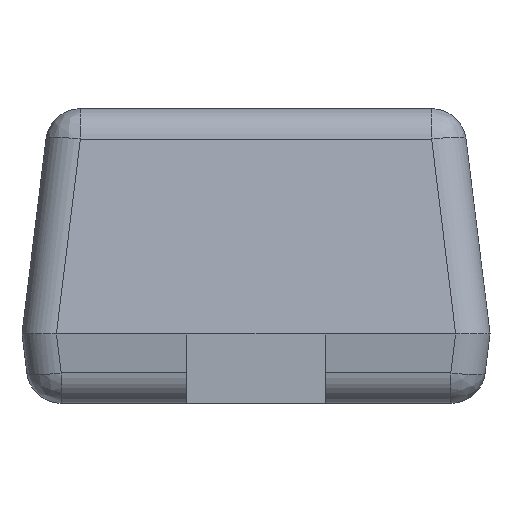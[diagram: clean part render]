
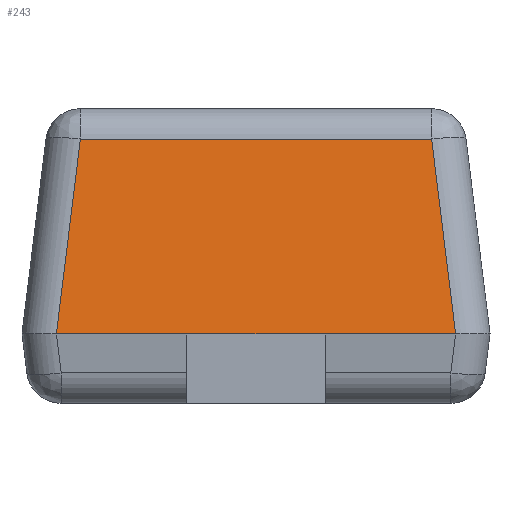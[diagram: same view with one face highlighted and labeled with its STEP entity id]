
A CAD part, left-side view. The second image highlights one B-rep face of the part: STEP entity #243.
In plain terms, the highlighted planar face has unit normal (-0.993, 0, 0.122).
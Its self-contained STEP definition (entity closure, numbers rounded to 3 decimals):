
#243=ADVANCED_FACE('',(#759),#761,.T.);
#759=FACE_BOUND('',#760,.T.);
#760=EDGE_LOOP('',(#1247,#1248,#1249,#1250,#1251,#1252));
#761=PLANE('',#762);
#762=AXIS2_PLACEMENT_3D('',#763,#764,#765);
#763=CARTESIAN_POINT('',(0.15,0.675,0.2));
#764=DIRECTION('',(-0.993,0.,0.122));
#765=DIRECTION('',(0.,-1.,0.));
#1247=ORIENTED_EDGE('',*,*,#1481,.F.);
#1248=ORIENTED_EDGE('',*,*,#1482,.F.);
#1249=ORIENTED_EDGE('',*,*,#1483,.T.);
#1250=ORIENTED_EDGE('',*,*,#1484,.T.);
#1251=ORIENTED_EDGE('',*,*,#1485,.T.);
#1252=ORIENTED_EDGE('',*,*,#1486,.T.);
#1481=EDGE_CURVE('',#1653,#1654,#1655,.T.);
#1482=EDGE_CURVE('',#1656,#1653,#1657,.T.);
#1483=EDGE_CURVE('',#1656,#1658,#1659,.T.);
#1484=EDGE_CURVE('',#1658,#1660,#1661,.F.);
#1485=EDGE_CURVE('',#1660,#1662,#1663,.T.);
#1486=EDGE_CURVE('',#1662,#1654,#1664,.T.);
#1653=VERTEX_POINT('',#1971);
#1654=VERTEX_POINT('',#1972);
#1655=LINE('',#1973,#1974);
#1656=VERTEX_POINT('',#1976);
#1657=LINE('',#1977,#1978);
#1658=VERTEX_POINT('',#1980);
#1659=LINE('',#1981,#1982);
#1660=VERTEX_POINT('',#1984);
#1661=LINE('',#1985,#1986);
#1662=VERTEX_POINT('',#1988);
#1663=LINE('',#1989,#1990);
#1664=LINE('',#1992,#1993);
#1971=CARTESIAN_POINT('',(0.219,0.507,0.762));
#1972=CARTESIAN_POINT('',(0.219,-0.507,0.762));
#1973=CARTESIAN_POINT('',(0.219,0.507,0.762));
#1974=VECTOR('',#1975,1.);
#1975=DIRECTION('',(0.,-1.,0.));
#1976=CARTESIAN_POINT('',(0.15,0.576,0.2));
#1977=CARTESIAN_POINT('',(0.15,0.576,0.2));
#1978=VECTOR('',#1979,1.);
#1979=DIRECTION('',(0.121,-0.121,0.985));
#1980=CARTESIAN_POINT('',(0.15,0.2,0.2));
#1981=CARTESIAN_POINT('',(0.15,0.576,0.2));
#1982=VECTOR('',#1983,1.);
#1983=DIRECTION('',(0.,-1.,0.));
#1984=CARTESIAN_POINT('',(0.15,-0.2,0.2));
#1985=CARTESIAN_POINT('',(0.15,-0.2,0.2));
#1986=VECTOR('',#1987,1.);
#1987=DIRECTION('',(0.,1.,0.));
#1988=CARTESIAN_POINT('',(0.15,-0.576,0.2));
#1989=CARTESIAN_POINT('',(0.15,-0.2,0.2));
#1990=VECTOR('',#1991,1.);
#1991=DIRECTION('',(0.,-1.,0.));
#1992=CARTESIAN_POINT('',(0.15,-0.576,0.2));
#1993=VECTOR('',#1994,1.);
#1994=DIRECTION('',(0.121,0.121,0.985));
